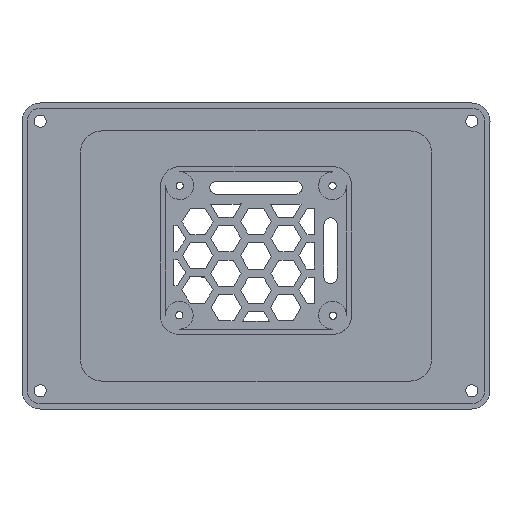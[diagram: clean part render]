
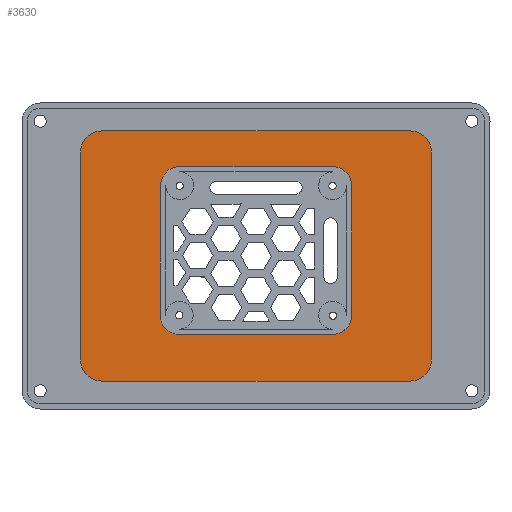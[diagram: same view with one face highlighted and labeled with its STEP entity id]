
A CAD part, top view. The second image highlights one B-rep face of the part: STEP entity #3630.
In plain terms, the highlighted planar face has unit normal (0, 0, 1).
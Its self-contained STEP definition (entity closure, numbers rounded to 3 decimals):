
#45=FACE_BOUND('',#481,.T.);
#104=PLANE('',#3871);
#267=FACE_OUTER_BOUND('',#480,.T.);
#480=EDGE_LOOP('',(#2760,#2761,#2762,#2763,#2764,#2765,#2766,#2767));
#481=EDGE_LOOP('',(#2768,#2769,#2770,#2771,#2772,#2773,#2774,#2775));
#812=LINE('',#5369,#1259);
#816=LINE('',#5381,#1263);
#820=LINE('',#5390,#1267);
#825=LINE('',#5403,#1272);
#829=LINE('',#5415,#1276);
#833=LINE('',#5427,#1280);
#836=LINE('',#5436,#1283);
#840=LINE('',#5448,#1287);
#1259=VECTOR('',#4289,10.);
#1263=VECTOR('',#4301,10.);
#1267=VECTOR('',#4307,10.);
#1272=VECTOR('',#4320,10.);
#1276=VECTOR('',#4332,10.);
#1280=VECTOR('',#4344,10.);
#1283=VECTOR('',#4355,10.);
#1287=VECTOR('',#4367,10.);
#1595=CIRCLE('',#3841,8.);
#1597=CIRCLE('',#3845,8.);
#1599=CIRCLE('',#3850,7.25);
#1601=CIRCLE('',#3854,7.231);
#1603=CIRCLE('',#3858,7.25);
#1605=CIRCLE('',#3862,7.25);
#1607=CIRCLE('',#3866,8.);
#1609=CIRCLE('',#3870,8.);
#1793=VERTEX_POINT('',#5360);
#1794=VERTEX_POINT('',#5362);
#1796=VERTEX_POINT('',#5368);
#1798=VERTEX_POINT('',#5374);
#1800=VERTEX_POINT('',#5380);
#1803=VERTEX_POINT('',#5387);
#1804=VERTEX_POINT('',#5389);
#1806=VERTEX_POINT('',#5395);
#1808=VERTEX_POINT('',#5401);
#1810=VERTEX_POINT('',#5407);
#1812=VERTEX_POINT('',#5413);
#1814=VERTEX_POINT('',#5419);
#1816=VERTEX_POINT('',#5425);
#1818=VERTEX_POINT('',#5434);
#1820=VERTEX_POINT('',#5440);
#1822=VERTEX_POINT('',#5446);
#2151=EDGE_CURVE('',#1793,#1794,#1595,.T.);
#2154=EDGE_CURVE('',#1794,#1796,#812,.T.);
#2157=EDGE_CURVE('',#1796,#1798,#1597,.T.);
#2160=EDGE_CURVE('',#1798,#1800,#816,.T.);
#2164=EDGE_CURVE('',#1803,#1804,#820,.T.);
#2168=EDGE_CURVE('',#1806,#1803,#1599,.T.);
#2171=EDGE_CURVE('',#1808,#1806,#825,.T.);
#2174=EDGE_CURVE('',#1810,#1808,#1601,.T.);
#2177=EDGE_CURVE('',#1812,#1810,#829,.T.);
#2180=EDGE_CURVE('',#1814,#1812,#1603,.T.);
#2183=EDGE_CURVE('',#1816,#1814,#833,.T.);
#2185=EDGE_CURVE('',#1804,#1816,#1605,.T.);
#2188=EDGE_CURVE('',#1818,#1793,#836,.T.);
#2191=EDGE_CURVE('',#1820,#1818,#1607,.T.);
#2194=EDGE_CURVE('',#1822,#1820,#840,.T.);
#2196=EDGE_CURVE('',#1800,#1822,#1609,.T.);
#2760=ORIENTED_EDGE('',*,*,#2160,.F.);
#2761=ORIENTED_EDGE('',*,*,#2157,.F.);
#2762=ORIENTED_EDGE('',*,*,#2154,.F.);
#2763=ORIENTED_EDGE('',*,*,#2151,.F.);
#2764=ORIENTED_EDGE('',*,*,#2188,.F.);
#2765=ORIENTED_EDGE('',*,*,#2191,.F.);
#2766=ORIENTED_EDGE('',*,*,#2194,.F.);
#2767=ORIENTED_EDGE('',*,*,#2196,.F.);
#2768=ORIENTED_EDGE('',*,*,#2185,.F.);
#2769=ORIENTED_EDGE('',*,*,#2164,.F.);
#2770=ORIENTED_EDGE('',*,*,#2168,.F.);
#2771=ORIENTED_EDGE('',*,*,#2171,.F.);
#2772=ORIENTED_EDGE('',*,*,#2174,.F.);
#2773=ORIENTED_EDGE('',*,*,#2177,.F.);
#2774=ORIENTED_EDGE('',*,*,#2180,.F.);
#2775=ORIENTED_EDGE('',*,*,#2183,.F.);
#3630=ADVANCED_FACE('',(#267,#45),#104,.T.);
#3841=AXIS2_PLACEMENT_3D('',#5363,#4283,#4284);
#3845=AXIS2_PLACEMENT_3D('',#5375,#4295,#4296);
#3850=AXIS2_PLACEMENT_3D('',#5397,#4314,#4315);
#3854=AXIS2_PLACEMENT_3D('',#5409,#4326,#4327);
#3858=AXIS2_PLACEMENT_3D('',#5421,#4338,#4339);
#3862=AXIS2_PLACEMENT_3D('',#5430,#4349,#4350);
#3866=AXIS2_PLACEMENT_3D('',#5442,#4361,#4362);
#3870=AXIS2_PLACEMENT_3D('',#5451,#4372,#4373);
#3871=AXIS2_PLACEMENT_3D('',#5452,#4374,#4375);
#4283=DIRECTION('center_axis',(0.,0.,-1.));
#4284=DIRECTION('ref_axis',(-1.,0.,0.));
#4289=DIRECTION('',(0.,1.,0.));
#4295=DIRECTION('center_axis',(0.,0.,-1.));
#4296=DIRECTION('ref_axis',(0.,1.,0.));
#4301=DIRECTION('',(1.,0.,0.));
#4307=DIRECTION('',(0.,1.,0.));
#4314=DIRECTION('center_axis',(0.,0.,1.));
#4315=DIRECTION('ref_axis',(0.,-1.,0.));
#4320=DIRECTION('',(1.,0.,0.));
#4326=DIRECTION('center_axis',(0.,0.,1.));
#4327=DIRECTION('ref_axis',(-1.,0.004,0.));
#4332=DIRECTION('',(-0.004,-1.,0.));
#4338=DIRECTION('center_axis',(0.,0.,1.));
#4339=DIRECTION('ref_axis',(0.001,1.,0.));
#4344=DIRECTION('',(-1.,0.001,0.));
#4349=DIRECTION('center_axis',(0.,0.,1.));
#4350=DIRECTION('ref_axis',(1.,0.,0.));
#4355=DIRECTION('',(-1.,0.,0.));
#4361=DIRECTION('center_axis',(0.,0.,-1.));
#4362=DIRECTION('ref_axis',(0.,-1.,0.));
#4367=DIRECTION('',(0.,-1.,0.));
#4372=DIRECTION('center_axis',(0.,0.,-1.));
#4373=DIRECTION('ref_axis',(1.,0.,0.));
#4374=DIRECTION('center_axis',(0.,0.,1.));
#4375=DIRECTION('ref_axis',(-1.,0.,0.));
#5360=CARTESIAN_POINT('',(-58.4,-47.313,2.6));
#5362=CARTESIAN_POINT('',(-66.4,-39.313,2.6));
#5363=CARTESIAN_POINT('Origin',(-58.4,-39.313,2.6));
#5368=CARTESIAN_POINT('',(-66.4,39.313,2.6));
#5369=CARTESIAN_POINT('',(-66.4,39.313,2.6));
#5374=CARTESIAN_POINT('',(-58.4,47.313,2.6));
#5375=CARTESIAN_POINT('Origin',(-58.4,39.313,2.6));
#5380=CARTESIAN_POINT('',(58.4,47.313,2.6));
#5381=CARTESIAN_POINT('',(58.4,47.313,2.6));
#5387=CARTESIAN_POINT('',(36.202,-22.457,2.6));
#5389=CARTESIAN_POINT('',(36.202,26.543,2.6));
#5390=CARTESIAN_POINT('',(36.202,26.543,2.6));
#5395=CARTESIAN_POINT('',(28.952,-29.707,2.6));
#5397=CARTESIAN_POINT('Origin',(28.952,-22.457,2.6));
#5401=CARTESIAN_POINT('',(-29.045,-29.707,2.6));
#5403=CARTESIAN_POINT('',(-29.045,-29.707,2.6));
#5407=CARTESIAN_POINT('',(-36.298,-22.45,2.6));
#5409=CARTESIAN_POINT('Origin',(-29.067,-22.476,2.6));
#5413=CARTESIAN_POINT('',(-36.123,26.64,2.6));
#5415=CARTESIAN_POINT('',(-36.298,-22.45,2.6));
#5419=CARTESIAN_POINT('',(-28.864,33.864,2.6));
#5421=CARTESIAN_POINT('Origin',(-28.873,26.614,2.6));
#5425=CARTESIAN_POINT('',(28.953,33.793,2.6));
#5427=CARTESIAN_POINT('',(28.953,33.793,2.6));
#5430=CARTESIAN_POINT('Origin',(28.952,26.543,2.6));
#5434=CARTESIAN_POINT('',(58.4,-47.313,2.6));
#5436=CARTESIAN_POINT('',(-58.4,-47.313,2.6));
#5440=CARTESIAN_POINT('',(66.4,-39.313,2.6));
#5442=CARTESIAN_POINT('Origin',(58.4,-39.313,2.6));
#5446=CARTESIAN_POINT('',(66.4,39.313,2.6));
#5448=CARTESIAN_POINT('',(66.4,-39.313,2.6));
#5451=CARTESIAN_POINT('Origin',(58.4,39.313,2.6));
#5452=CARTESIAN_POINT('Origin',(0.,0.,2.6));
